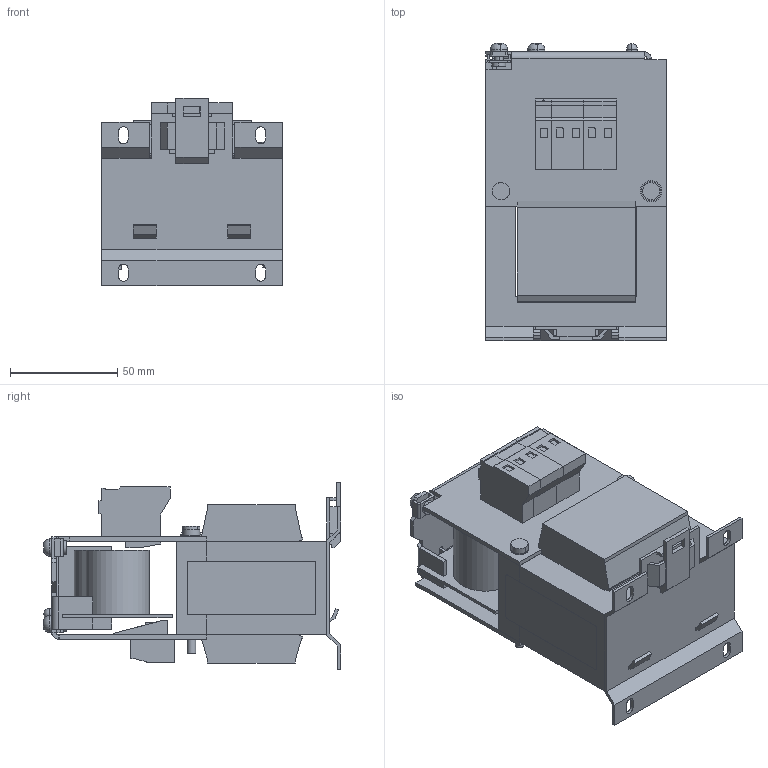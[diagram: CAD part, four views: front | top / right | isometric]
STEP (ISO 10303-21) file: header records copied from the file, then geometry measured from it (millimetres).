
FILE_DESCRIPTION (( 'STEP AP214' ), '1' );
FILE_NAME ('852423.STEP', '2024-09-30T11:31:29', ( '' ), ( '' ), 'SwSTEP 2.0', 'SolidWorks 2022', '' );
FILE_SCHEMA (( 'AUTOMOTIVE_DESIGN' ));
Length unit declared in the file: millimetre
Products named in the file (1): 852423
Bounding box: 84.05 x 138.6 x 87.2 mm (x, y, z)
Volume: 454988.3 mm3; surface area: 106906.4 mm2
Topology: 1 solids, 1 shells, 669 faces, 1758 edges, 1101 vertices
Faces by surface type: plane 532, cylinder 105, bspline 22, torus 4, cone 4, sphere 2
Entity records: 20596 total; most frequent: CARTESIAN_POINT 4237, ORIENTED_EDGE 3456, DIRECTION 3210, EDGE_CURVE 1728, VECTOR 1362, LINE 1362, VERTEX_POINT 1099, AXIS2_PLACEMENT_3D 924
